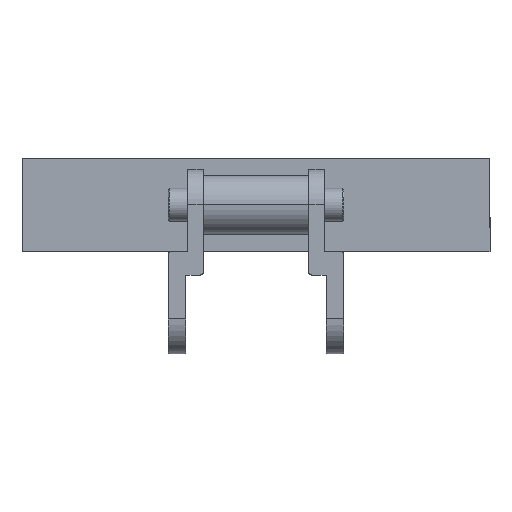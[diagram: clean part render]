
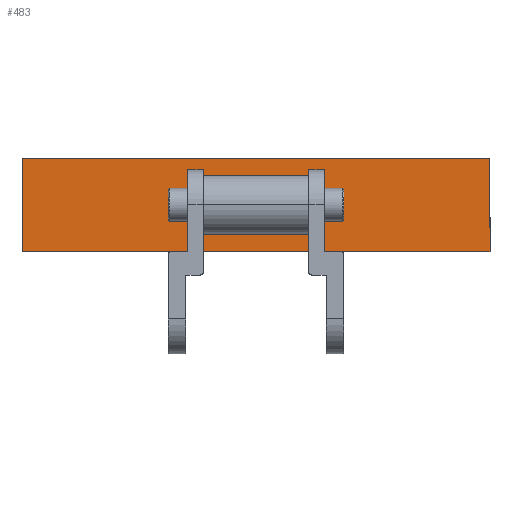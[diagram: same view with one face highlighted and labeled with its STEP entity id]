
A CAD part, front view. The second image highlights one B-rep face of the part: STEP entity #483.
In plain terms, the highlighted planar face has unit normal (0, -1, 0).
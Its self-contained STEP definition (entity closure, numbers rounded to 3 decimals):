
#233 = ORIENTED_EDGE ( 'NONE', *, *, #1007, .F. ) ;
#248 = VERTEX_POINT ( 'NONE', #2089 ) ;
#424 = EDGE_CURVE ( 'NONE', #2942, #723, #1894, .T. ) ;
#463 = VECTOR ( 'NONE', #1243, 1000. ) ;
#483 = ADVANCED_FACE ( 'NONE', ( #751 ), #2709, .T. ) ;
#495 = ORIENTED_EDGE ( 'NONE', *, *, #424, .F. ) ;
#517 = VERTEX_POINT ( 'NONE', #943 ) ;
#549 = VECTOR ( 'NONE', #2699, 1000. ) ;
#573 = LINE ( 'NONE', #1918, #463 ) ;
#625 = VECTOR ( 'NONE', #1212, 1000. ) ;
#672 = CARTESIAN_POINT ( 'NONE',  ( 0., 0., -8. ) ) ;
#723 = VERTEX_POINT ( 'NONE', #2130 ) ;
#724 = CARTESIAN_POINT ( 'NONE',  ( 40., 0., 0. ) ) ;
#751 = FACE_OUTER_BOUND ( 'NONE', #2959, .T. ) ;
#860 = CARTESIAN_POINT ( 'NONE',  ( 0., 0., 0. ) ) ;
#943 = CARTESIAN_POINT ( 'NONE',  ( 40., 0., -8. ) ) ;
#987 = VECTOR ( 'NONE', #1061, 1000. ) ;
#1007 = EDGE_CURVE ( 'NONE', #248, #2942, #2356, .T. ) ;
#1061 = DIRECTION ( 'NONE',  ( 0., 0., 1. ) ) ;
#1088 = ORIENTED_EDGE ( 'NONE', *, *, #2493, .F. ) ;
#1121 = ORIENTED_EDGE ( 'NONE', *, *, #1175, .F. ) ;
#1175 = EDGE_CURVE ( 'NONE', #517, #248, #573, .T. ) ;
#1212 = DIRECTION ( 'NONE',  ( 0., 0., -1. ) ) ;
#1243 = DIRECTION ( 'NONE',  ( -1., 0., 0. ) ) ;
#1573 = CARTESIAN_POINT ( 'NONE',  ( 0., 0., 0. ) ) ;
#1736 = LINE ( 'NONE', #724, #625 ) ;
#1894 = LINE ( 'NONE', #860, #549 ) ;
#1918 = CARTESIAN_POINT ( 'NONE',  ( 0., 0., -8. ) ) ;
#2089 = CARTESIAN_POINT ( 'NONE',  ( 0., 0., -8. ) ) ;
#2130 = CARTESIAN_POINT ( 'NONE',  ( 40., 0., 0. ) ) ;
#2148 = CARTESIAN_POINT ( 'NONE',  ( 0., 0., 0. ) ) ;
#2356 = LINE ( 'NONE', #1573, #987 ) ;
#2493 = EDGE_CURVE ( 'NONE', #723, #517, #1736, .T. ) ;
#2504 = AXIS2_PLACEMENT_3D ( 'NONE', #672, #3246, #2988 ) ;
#2699 = DIRECTION ( 'NONE',  ( 1., 0., 0. ) ) ;
#2709 = PLANE ( 'NONE',  #2504 ) ;
#2942 = VERTEX_POINT ( 'NONE', #2148 ) ;
#2959 = EDGE_LOOP ( 'NONE', ( #233, #1121, #1088, #495 ) ) ;
#2988 = DIRECTION ( 'NONE',  ( 0., 0., -1. ) ) ;
#3246 = DIRECTION ( 'NONE',  ( 0., -1., 0. ) ) ;
